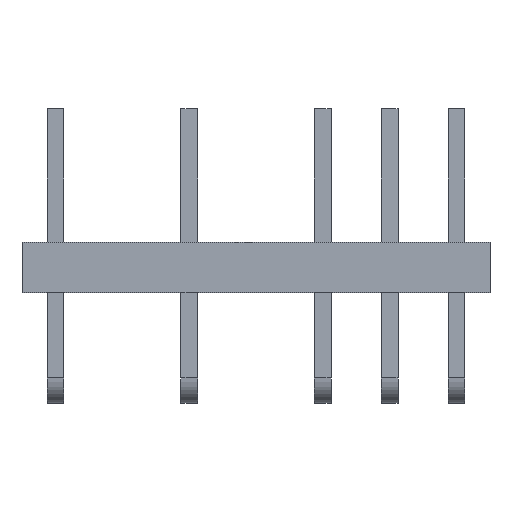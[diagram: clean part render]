
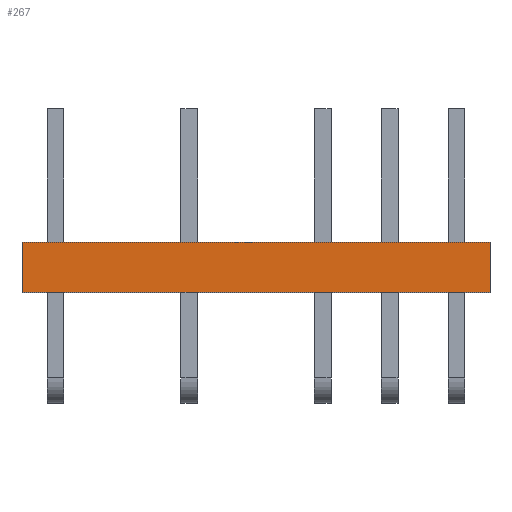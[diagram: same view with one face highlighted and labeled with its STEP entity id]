
A CAD part, top view. The second image highlights one B-rep face of the part: STEP entity #267.
In plain terms, the highlighted planar face has unit normal (0, 0, 1).
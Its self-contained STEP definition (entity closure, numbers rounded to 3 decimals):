
#267=ADVANCED_FACE('',(#1563),#1565,.T.);
#1563=FACE_OUTER_BOUND('',#1564,.T.);
#1564=EDGE_LOOP('',(#2588,#2589,#2590,#2591));
#1565=PLANE('',#1566);
#1566=AXIS2_PLACEMENT_3D('',#1567,#1568,#1569);
#1567=CARTESIAN_POINT('',(-7.,2.,4.));
#1568=DIRECTION('',(0.,0.,1.));
#1569=DIRECTION('',(1.,0.,0.));
#2588=ORIENTED_EDGE('',*,*,#3297,.T.);
#2589=ORIENTED_EDGE('',*,*,#3298,.T.);
#2590=ORIENTED_EDGE('',*,*,#3258,.F.);
#2591=ORIENTED_EDGE('',*,*,#3296,.F.);
#3258=EDGE_CURVE('',#3671,#3673,#3674,.T.);
#3296=EDGE_CURVE('',#3729,#3671,#3731,.T.);
#3297=EDGE_CURVE('',#3729,#3732,#3733,.T.);
#3298=EDGE_CURVE('',#3732,#3673,#3734,.T.);
#3671=VERTEX_POINT('',#4373);
#3673=VERTEX_POINT('',#4377);
#3674=LINE('',#4378,#4379);
#3729=VERTEX_POINT('',#4507);
#3731=LINE('',#4511,#4512);
#3732=VERTEX_POINT('',#4514);
#3733=LINE('',#4515,#4516);
#3734=LINE('',#4518,#4519);
#4373=CARTESIAN_POINT('',(-7.,3.5,4.));
#4377=CARTESIAN_POINT('',(7.,3.5,4.));
#4378=CARTESIAN_POINT('',(-7.,3.5,4.));
#4379=VECTOR('',#4380,1.);
#4380=DIRECTION('',(1.,0.,0.));
#4507=CARTESIAN_POINT('',(-7.,2.,4.));
#4511=CARTESIAN_POINT('',(-7.,2.,4.));
#4512=VECTOR('',#4513,1.);
#4513=DIRECTION('',(0.,1.,0.));
#4514=CARTESIAN_POINT('',(7.,2.,4.));
#4515=CARTESIAN_POINT('',(-7.,2.,4.));
#4516=VECTOR('',#4517,1.);
#4517=DIRECTION('',(1.,0.,0.));
#4518=CARTESIAN_POINT('',(7.,2.,4.));
#4519=VECTOR('',#4520,1.);
#4520=DIRECTION('',(0.,1.,0.));
